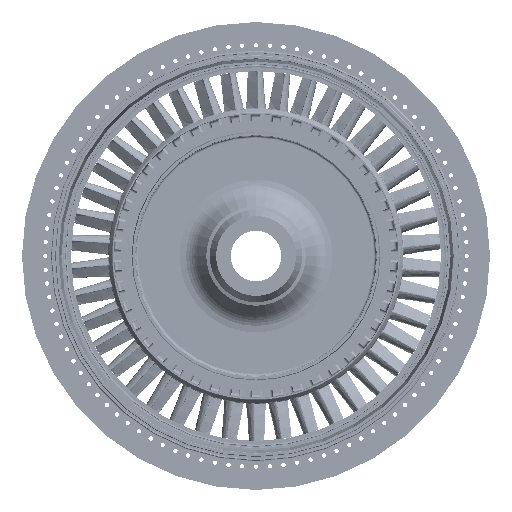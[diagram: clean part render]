
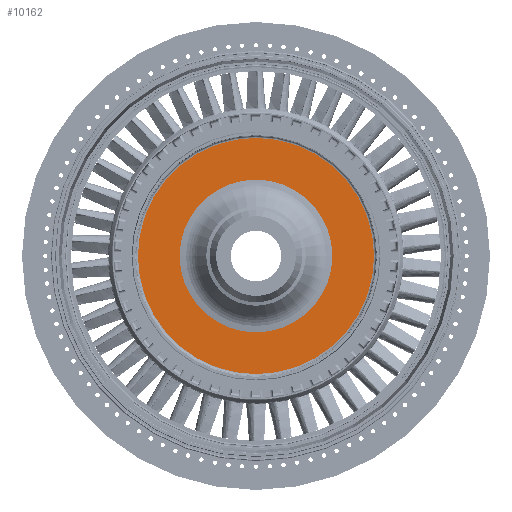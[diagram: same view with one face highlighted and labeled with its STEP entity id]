
A CAD part, left-side view. The second image highlights one B-rep face of the part: STEP entity #10162.
In plain terms, the highlighted planar face has unit normal (-1, 0, 0).
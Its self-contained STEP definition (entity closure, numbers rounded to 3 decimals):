
#10162=ADVANCED_FACE('',(#13778,#13779),#11898,.F.);
#11898=PLANE('',#41716);
#13778=FACE_BOUND('',#14977,.T.);
#13779=FACE_BOUND('',#14978,.T.);
#14977=EDGE_LOOP('',(#19545));
#14978=EDGE_LOOP('',(#19546));
#19545=ORIENTED_EDGE('',*,*,#34173,.F.);
#19546=ORIENTED_EDGE('',*,*,#34172,.T.);
#30188=VERTEX_POINT('',#61379);
#30189=VERTEX_POINT('',#61382);
#34172=EDGE_CURVE('',#30188,#30188,#38967,.T.);
#34173=EDGE_CURVE('',#30189,#30189,#38968,.T.);
#38967=CIRCLE('',#41713,214.03);
#38968=CIRCLE('',#41715,138.387);
#41713=AXIS2_PLACEMENT_3D('',#61378,#48825,#48826);
#41715=AXIS2_PLACEMENT_3D('',#61381,#48829,#48830);
#41716=AXIS2_PLACEMENT_3D('',#61383,#48831,#48832);
#48825=DIRECTION('',(-1.,0.,0.));
#48826=DIRECTION('',(0.,0.,1.));
#48829=DIRECTION('',(-1.,0.,0.));
#48830=DIRECTION('',(0.,0.,1.));
#48831=DIRECTION('',(1.,0.,0.));
#48832=DIRECTION('',(0.,0.,-1.));
#61378=CARTESIAN_POINT('',(2374.176,0.,0.));
#61379=CARTESIAN_POINT('',(2374.176,0.,214.03));
#61381=CARTESIAN_POINT('',(2374.176,0.,0.));
#61382=CARTESIAN_POINT('',(2374.176,0.,138.387));
#61383=CARTESIAN_POINT('',(2374.176,0.,214.03));
